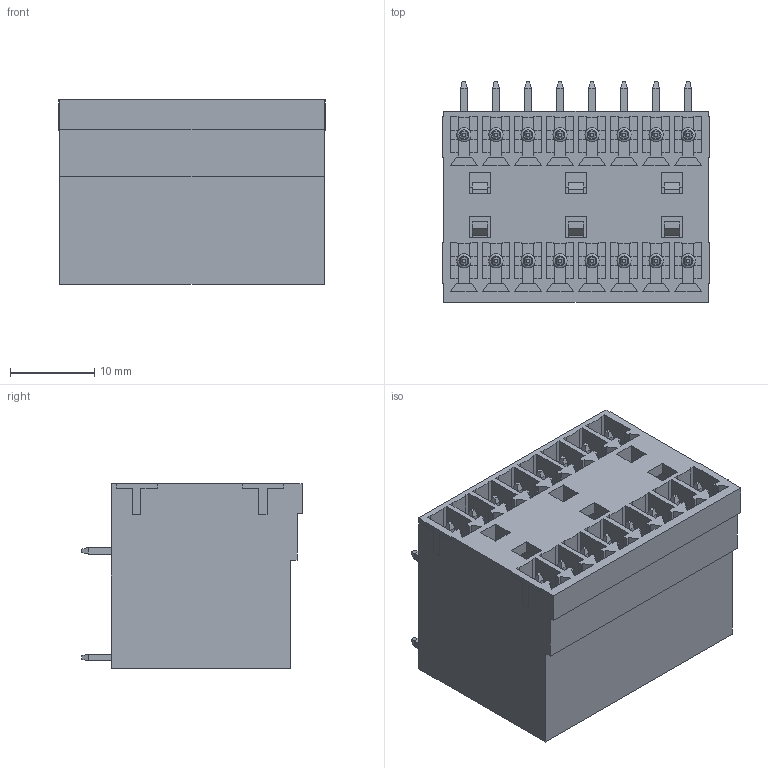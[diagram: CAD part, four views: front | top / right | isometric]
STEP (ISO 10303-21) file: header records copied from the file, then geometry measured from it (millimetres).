
FILE_DESCRIPTION(/* description */ ('Unknown'),/* implementation_level */ '2;1');
FILE_NAME(/* name */ '691327310016',/* time_stamp */ '2023-08-23T16:21:44+02:00',/* author */ ('Unknown'),/* organization */ ('Unknown'),/* preprocessor_version */ 'ST-DEVELOPER v18.102',/* originating_system */ 'Solid Edge',/* authorisation */ 'Unknown');
FILE_SCHEMA (('AUTOMOTIVE_DESIGN {1 0 10303 214 3 1 1}'));
Length unit declared in the file: millimetre
Products named in the file (5): 6913273100xx; 691327310016; 6913273100xx_PIN; 6913273100xx_PIN_LONGUE; 691327310016_CAPOT
Assembly tree (18 placements, depth 2):
  6913273100xx
    691327310016
    6913273100xx_PIN  x8
    6913273100xx_PIN_LONGUE  x8
    691327310016_CAPOT
Bounding box: 31.67 x 26.2 x 22 mm (x, y, z)
Volume: 6221.2 mm3; surface area: 16218.7 mm2
Topology: 18 solids, 18 shells, 1400 faces, 3758 edges, 2394 vertices
Faces by surface type: plane 1336, cylinder 48, torus 16
Full cylindrical faces by diameter (mm): 1.68 x16
Entity records: 36420 total; most frequent: CARTESIAN_POINT 6443, ORIENTED_EDGE 6384, DIRECTION 5718, EDGE_CURVE 3192, LINE 3028, VECTOR 3028, VERTEX_POINT 2070, AXIS2_PLACEMENT_3D 1345
